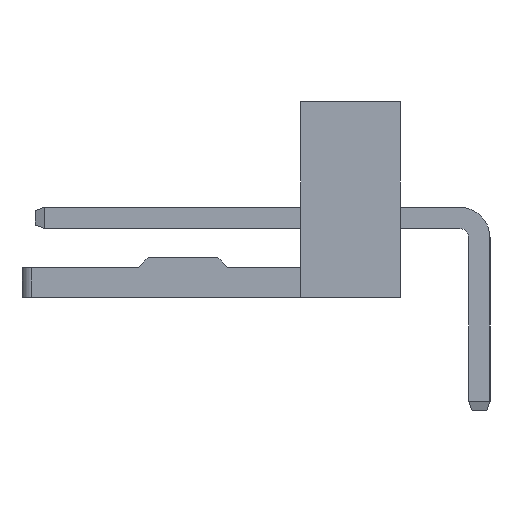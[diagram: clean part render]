
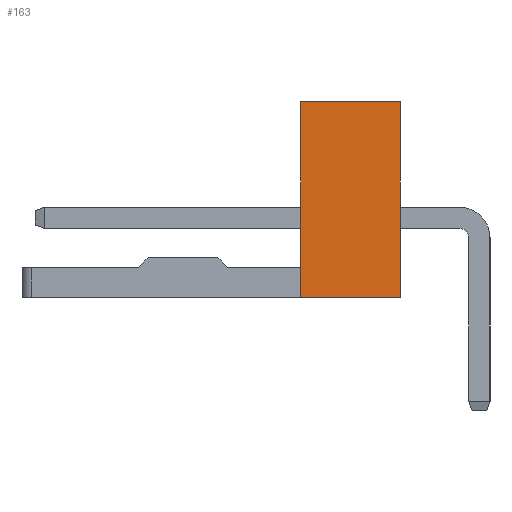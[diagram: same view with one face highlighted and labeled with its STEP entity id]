
A CAD part, left-side view. The second image highlights one B-rep face of the part: STEP entity #163.
In plain terms, the highlighted planar face has unit normal (-1, 0, 0).
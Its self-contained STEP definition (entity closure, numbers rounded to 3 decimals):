
#163=ADVANCED_FACE('',(#3708),#3710,.T.);
#3708=FACE_BOUND('',#3709,.T.);
#3709=EDGE_LOOP('',(#6550,#6551,#6552,#6553));
#3710=PLANE('',#3711);
#3711=AXIS2_PLACEMENT_3D('',#3712,#3713,#3714);
#3712=CARTESIAN_POINT('',(-1.27,2.38,0.));
#3713=DIRECTION('',(-1.,0.,0.));
#3714=DIRECTION('',(0.,0.,1.));
#6550=ORIENTED_EDGE('',*,*,#8400,.T.);
#6551=ORIENTED_EDGE('',*,*,#8454,.F.);
#6552=ORIENTED_EDGE('',*,*,#8478,.T.);
#6553=ORIENTED_EDGE('',*,*,#8479,.T.);
#8400=EDGE_CURVE('',#9384,#9382,#9385,.T.);
#8454=EDGE_CURVE('',#9488,#9382,#9490,.T.);
#8478=EDGE_CURVE('',#9488,#9528,#9529,.T.);
#8479=EDGE_CURVE('',#9528,#9384,#9530,.T.);
#9382=VERTEX_POINT('',#10983);
#9384=VERTEX_POINT('',#10987);
#9385=LINE('',#10988,#10989);
#9488=VERTEX_POINT('',#11197);
#9490=LINE('',#11201,#11202);
#9528=VERTEX_POINT('',#11289);
#9529=LINE('',#11290,#11291);
#9530=LINE('',#11293,#11294);
#10983=CARTESIAN_POINT('',(-1.27,5.38,0.));
#10987=CARTESIAN_POINT('',(-1.27,5.38,5.9));
#10988=CARTESIAN_POINT('',(-1.27,5.38,5.9));
#10989=VECTOR('',#10990,1.);
#10990=DIRECTION('',(0.,0.,-1.));
#11197=CARTESIAN_POINT('',(-1.27,2.38,0.));
#11201=CARTESIAN_POINT('',(-1.27,2.38,0.));
#11202=VECTOR('',#11203,1.);
#11203=DIRECTION('',(0.,1.,0.));
#11289=CARTESIAN_POINT('',(-1.27,2.38,5.9));
#11290=CARTESIAN_POINT('',(-1.27,2.38,0.));
#11291=VECTOR('',#11292,1.);
#11292=DIRECTION('',(0.,0.,1.));
#11293=CARTESIAN_POINT('',(-1.27,2.38,5.9));
#11294=VECTOR('',#11295,1.);
#11295=DIRECTION('',(0.,1.,0.));
